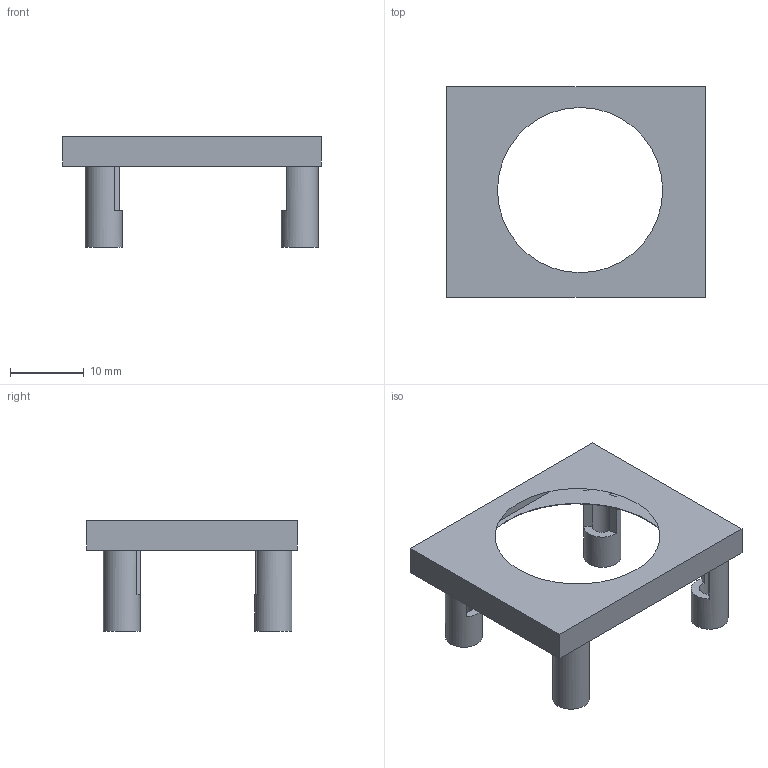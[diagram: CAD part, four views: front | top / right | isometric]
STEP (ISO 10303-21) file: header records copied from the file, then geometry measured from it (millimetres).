
FILE_DESCRIPTION(('HOOPS Exchange Step'),'2;1');
FILE_NAME('temp_export','2024-03-15T21:43:21+19:00',('mobile'),('Shapr3D Limited'),'HOOPS Exchange 2023.2','Shapr3D','Authorized');
FILE_SCHEMA( ('AUTOMOTIVE_DESIGN { 1 0 10303 214 1 1 1 1 }') );
Length unit declared in the file: millimetre
Products named in the file (2): Mount; root
Assembly tree (1 placements, depth 2):
  root
    Mount
Bounding box: 35 x 28.5 x 15.01 mm (x, y, z)
Volume: 453.5 mm3; surface area: 2551.5 mm2
Topology: 4 solids, 5 shells, 35 faces, 99 edges, 70 vertices
Faces by surface type: plane 26, cylinder 8, bspline 1
Full cylindrical faces by diameter (mm): 2.8 x4, 5 x4
Entity records: 2536 total; most frequent: CARTESIAN_POINT 1508, DIRECTION 208, ORIENTED_EDGE 200, EDGE_CURVE 100, AXIS2_PLACEMENT_3D 78, VERTEX_POINT 70, VECTOR 52, LINE 52
